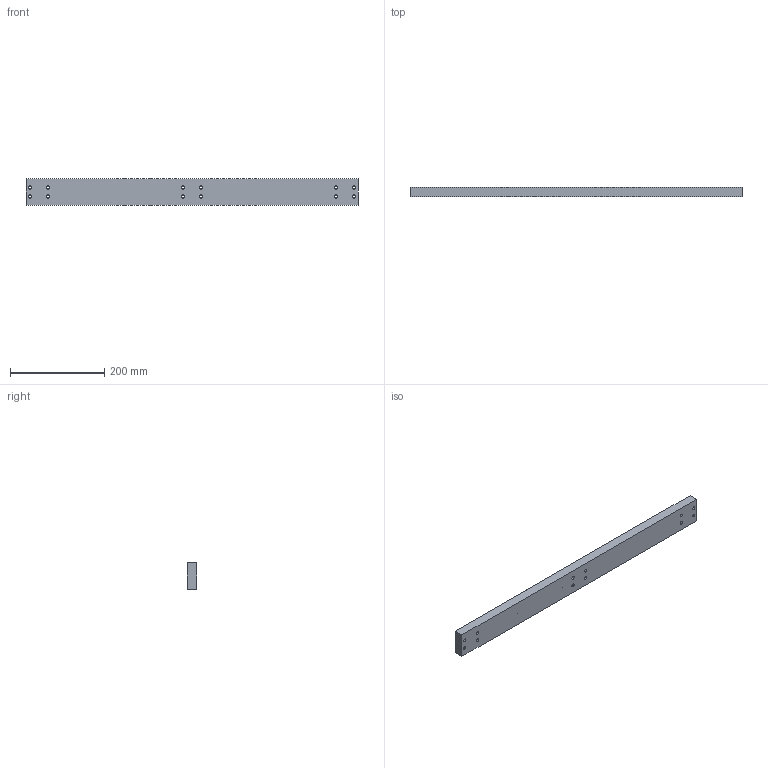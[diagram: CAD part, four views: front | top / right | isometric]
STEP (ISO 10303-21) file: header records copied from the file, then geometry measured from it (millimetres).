
FILE_DESCRIPTION (( 'STEP AP203' ), '1' );
FILE_NAME ('Plaque alvéoles.step', '2024-07-09T10:40:50', ( '' ), ( '' ), 'SwSTEP 2.0', 'SolidWorks 2024', '' );
FILE_SCHEMA (( 'CONFIG_CONTROL_DESIGN' ));
Products named in the file (1): Plaque alvéoles
Bounding box: 705 x 20 x 56 mm (x, y, z)
Volume: 601243 mm3; surface area: 127525.9 mm2
Topology: 1 solids, 1 shells, 162 faces, 396 edges, 260 vertices
Faces by surface type: bspline 96, cylinder 48, plane 18
Entity records: 72889 total; most frequent: CARTESIAN_POINT 69611, ORIENTED_EDGE 792, EDGE_CURVE 396, DIRECTION 386, VERTEX_POINT 260, B_SPLINE_CURVE_WITH_KNOTS 240, EDGE_LOOP 210, AXIS2_PLACEMENT_3D 163
